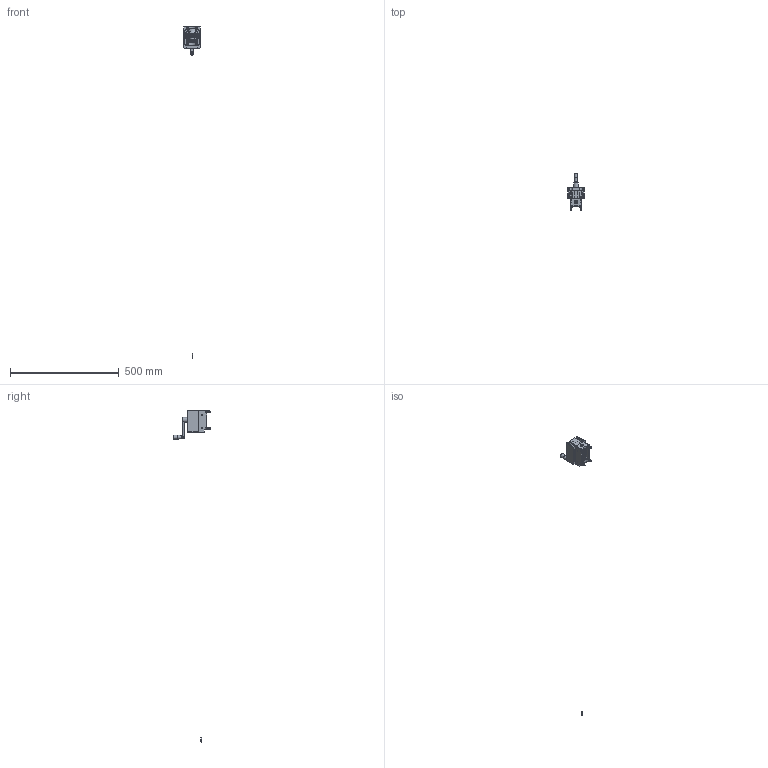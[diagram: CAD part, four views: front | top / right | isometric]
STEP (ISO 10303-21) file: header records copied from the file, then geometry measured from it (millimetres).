
FILE_DESCRIPTION(/* description */ (''),/* implementation_level */ '2;1');
FILE_NAME(/* name */ 'AssemblageStep5Assembled.stp',/* time_stamp */ '2022-05-30T18:40:00+02:00',/* author */ ('Nathann'),/* organization */ (''),/* preprocessor_version */ 'ST-DEVELOPER v16.13',/* originating_system */ 'Autodesk Inventor 2018',/* authorisation */ '');
FILE_SCHEMA (('AUTOMOTIVE_DESIGN { 1 0 10303 214 3 1 1 }'));
Products named in the file (20): AssemblagePiecePresentation; 2662N415_20DegreePressureAnglePlasticGear; 2662N435_20DegreePressureAnglePlasticGear; 6545N13_303 Stainless Steel Unthreaded Through-Hole Crank Handle; AxeHorizontalRoller; AxeVerticalCaptif; AxeVerticalManivelle; CarterEngrennage; CarterRouleau; Roller; 2810N4_PlasticMiterGear; 2977N12_Rounded Machine Key; 2977N13_Rounded Machine Key; 57785K318_Food Industry Dry-Running Sleeve Bearing; 57785K314_Food Industry Dry-Running Sleeve Bearing; 93600A531_316 Stainless Steel Dowel Pin; 98317A224_Side-Mount External Retaining Ring; JointTorique; ISO 4762 - M6 x 12; 1942N55_Corrosion-Resistant Extension Springs with Hook Ends
Assembly tree (52 placements, depth 2):
  AssemblagePiecePresentation
    1942N55_Corrosion-Resistant Extension Springs with Hook Ends  x8
    2662N415_20DegreePressureAnglePlasticGear
    2662N435_20DegreePressureAnglePlasticGear
    2810N4_PlasticMiterGear  x2
    2977N12_Rounded Machine Key  x2
    2977N13_Rounded Machine Key  x2
    6545N13_303 Stainless Steel Unthreaded Through-Hole Crank Handle
    57785K314_Food Industry Dry-Running Sleeve Bearing  x5
    57785K318_Food Industry Dry-Running Sleeve Bearing  x2
    93600A531_316 Stainless Steel Dowel Pin  x4
    98317A224_Side-Mount External Retaining Ring  x6
    AxeHorizontalRoller
    AxeVerticalCaptif
    AxeVerticalManivelle
    CarterEngrennage
    CarterRouleau
    JointTorique  x8
    Roller
    ISO 4762 - M6 x 12  x4
Bounding box: 75 x 174.54 x 1527.35 mm (x, y, z)
Volume: 359042.7 mm3; surface area: 140479.6 mm2
Topology: 52 solids, 52 shells, 1437 faces, 3846 edges, 2523 vertices
Faces by surface type: cylinder 660, plane 314, bspline 200, torus 190, cone 72, sphere 1
Full cylindrical faces by diameter (mm): 4 x12, 5 x8, 6 x4, 6.6 x4, 8 x4, 8.025 x5, 8.2 x1, 10 x7, 10.015 x5, 10.025 x2, 12 x2, 12.018 x2, 15 x7, 16 x1, 18 x3, 20 x2, 22 x1, 30 x1, 34 x9, 35 x1
Entity records: 47390 total; most frequent: CARTESIAN_POINT 19723, DIRECTION 5885, ORIENTED_EDGE 5596, EDGE_CURVE 2798, AXIS2_PLACEMENT_3D 2498, VERTEX_POINT 1896, CIRCLE 1451, EDGE_LOOP 1196
